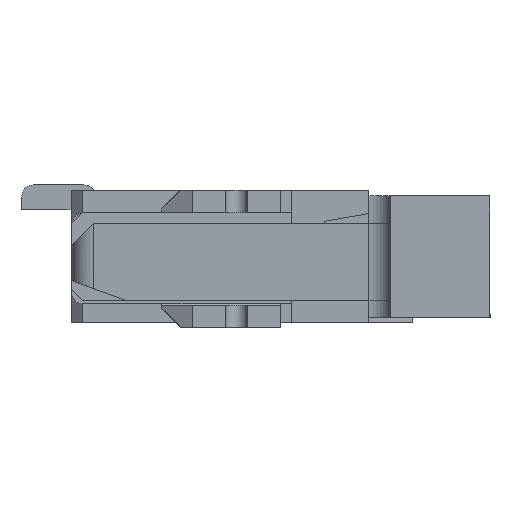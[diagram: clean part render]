
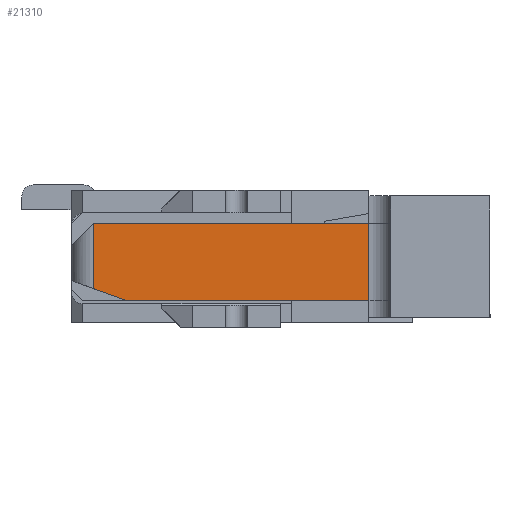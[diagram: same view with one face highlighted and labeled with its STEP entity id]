
A CAD part, left-side view. The second image highlights one B-rep face of the part: STEP entity #21310.
In plain terms, the highlighted planar face has unit normal (-1, 0, 0).
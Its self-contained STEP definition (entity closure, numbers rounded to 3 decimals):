
#6223=ORIENTED_EDGE('',*,*,#9740,.F.);
#6224=ORIENTED_EDGE('',*,*,#9750,.T.);
#6225=ORIENTED_EDGE('',*,*,#9751,.T.);
#6226=ORIENTED_EDGE('',*,*,#9749,.T.);
#6227=ORIENTED_EDGE('',*,*,#9752,.T.);
#9740=EDGE_CURVE('',#11912,#11913,#14626,.T.);
#9749=EDGE_CURVE('',#11916,#11918,#14633,.T.);
#9750=EDGE_CURVE('',#11912,#11919,#14634,.F.);
#9751=EDGE_CURVE('',#11919,#11916,#14635,.T.);
#9752=EDGE_CURVE('',#11918,#11913,#14636,.T.);
#11912=VERTEX_POINT('',#33888);
#11913=VERTEX_POINT('',#33890);
#11916=VERTEX_POINT('',#33901);
#11918=VERTEX_POINT('',#33905);
#11919=VERTEX_POINT('',#33909);
#14626=LINE('',#33889,#17383);
#14633=LINE('',#33906,#17390);
#14634=LINE('',#33908,#17391);
#14635=LINE('',#33910,#17392);
#14636=LINE('',#33911,#17393);
#17383=VECTOR('',#27663,1000.);
#17390=VECTOR('',#27678,1000.);
#17391=VECTOR('',#27681,1000.);
#17392=VECTOR('',#27682,1000.);
#17393=VECTOR('',#27683,1000.);
#18514=EDGE_LOOP('',(#6223,#6224,#6225,#6226,#6227));
#19509=FACE_BOUND('',#18514,.T.);
#20364=PLANE('',#22651);
#21310=ADVANCED_FACE('',(#19509),#20364,.F.);
#22651=AXIS2_PLACEMENT_3D('',#33907,#27679,#27680);
#27663=DIRECTION('',(0.,1.,0.));
#27678=DIRECTION('',(0.,1.,0.));
#27679=DIRECTION('',(1.,0.,0.));
#27680=DIRECTION('',(0.,0.,-1.));
#27681=DIRECTION('',(0.,0.,-1.));
#27682=DIRECTION('',(0.,0.94,0.342));
#27683=DIRECTION('',(0.,0.,-1.));
#33888=CARTESIAN_POINT('',(-9.15,-3.15,-0.3));
#33889=CARTESIAN_POINT('',(-9.15,-3.35,-0.3));
#33890=CARTESIAN_POINT('',(-9.15,-0.65,-0.3));
#33901=CARTESIAN_POINT('',(-9.15,-2.85,0.4));
#33905=CARTESIAN_POINT('',(-9.15,-0.65,0.4));
#33906=CARTESIAN_POINT('',(-9.15,-3.35,0.4));
#33907=CARTESIAN_POINT('',(-9.15,-3.35,0.4));
#33908=CARTESIAN_POINT('',(-9.15,-3.15,0.218));
#33909=CARTESIAN_POINT('',(-9.15,-3.15,0.291));
#33910=CARTESIAN_POINT('',(-9.15,-3.35,0.218));
#33911=CARTESIAN_POINT('',(-9.15,-0.65,0.4));
